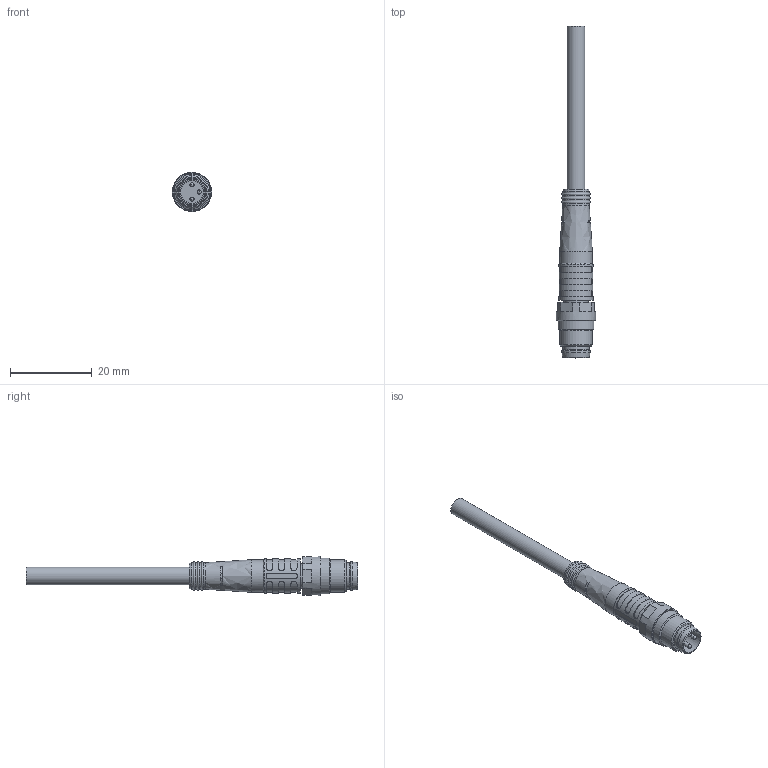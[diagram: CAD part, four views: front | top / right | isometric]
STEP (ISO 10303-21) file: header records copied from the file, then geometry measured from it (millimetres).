
FILE_DESCRIPTION(/* description */ (''),/* implementation_level */ '2;1');
FILE_NAME(/* name */ 'AL-SSP3.stp',/* time_stamp */ '2015-11-12T14:28:33+01:00',/* author */ (''),/* organization */ (''),/* preprocessor_version */ 'ST-DEVELOPER v14',/* originating_system */ 'SIEMENS PLM Software NX 8.0',/* authorisation */ '');
FILE_SCHEMA (('AP203_CONFIGURATION_CONTROLLED_3D_DESIGN_OF_MECHANICAL_PARTS_AND_ASSEMBLIES_MIM_LF { 1 0 10303 403 2 1 2}'));
Length unit declared in the file: millimetre
Products named in the file (1): 5002431__Umspritzung_SKP_part_74612
Bounding box: 9.6 x 81.4 x 9.6 mm (x, y, z)
Volume: 2481.5 mm3; surface area: 1945 mm2
Topology: 1 solids, 1 shells, 125 faces, 320 edges, 209 vertices
Faces by surface type: plane 54, cylinder 49, cone 13, torus 5, sphere 3, bspline 1
Full cylindrical faces by diameter (mm): 1 x3, 4.4 x1, 5.8 x1, 5.9 x1, 6.5 x1, 6.501 x4, 6.9 x1, 8 x2, 8.4 x1, 8.8 x1, 9.6 x1
Entity records: 4462 total; most frequent: CARTESIAN_POINT 1643, DIRECTION 560, ORIENTED_EDGE 522, EDGE_CURVE 261, AXIS2_PLACEMENT_3D 228, VERTEX_POINT 187, EDGE_LOOP 174, ADVANCED_FACE 125
